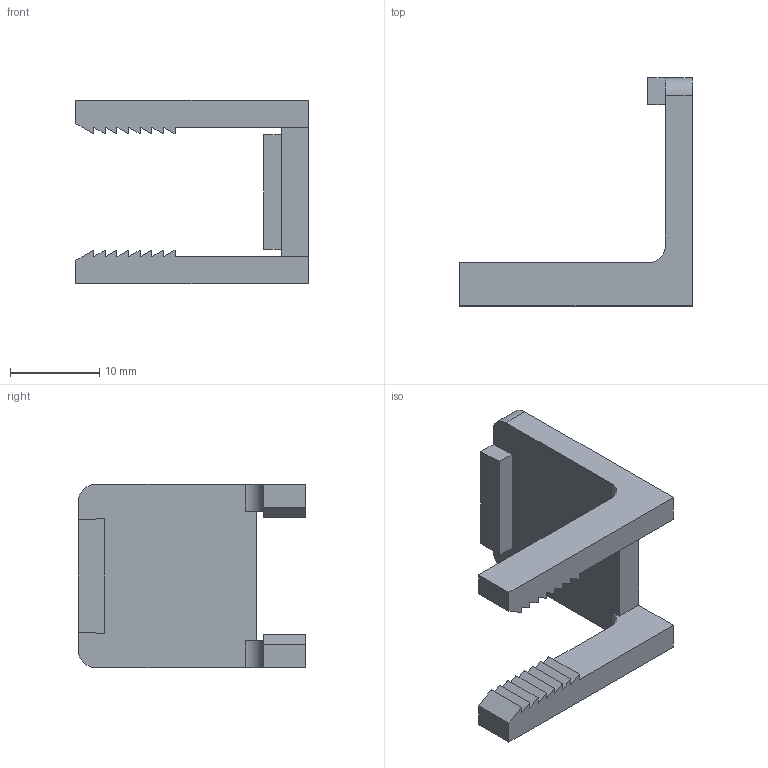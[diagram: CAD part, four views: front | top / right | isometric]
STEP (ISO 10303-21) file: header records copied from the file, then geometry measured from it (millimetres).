
FILE_DESCRIPTION (( 'STEP AP203' ), '1' );
FILE_NAME ('402184738_c_1.STEP', '2022-09-30T01:54:42', ( '' ), ( '' ), 'SwSTEP 2.0', 'SolidWorks 2014', '' );
FILE_SCHEMA (( 'CONFIG_CONTROL_DESIGN' ));
Length unit declared in the file: millimetre
Products named in the file (1): 402184738_c_1
Bounding box: 26 x 25.5 x 20.5 mm (x, y, z)
Volume: 2103.7 mm3; surface area: 2050.4 mm2
Topology: 1 solids, 1 shells, 54 faces, 156 edges, 104 vertices
Faces by surface type: plane 50, cylinder 4
Entity records: 1825 total; most frequent: CARTESIAN_POINT 315, ORIENTED_EDGE 312, DIRECTION 274, EDGE_CURVE 156, VECTOR 148, LINE 148, VERTEX_POINT 104, AXIS2_PLACEMENT_3D 63
